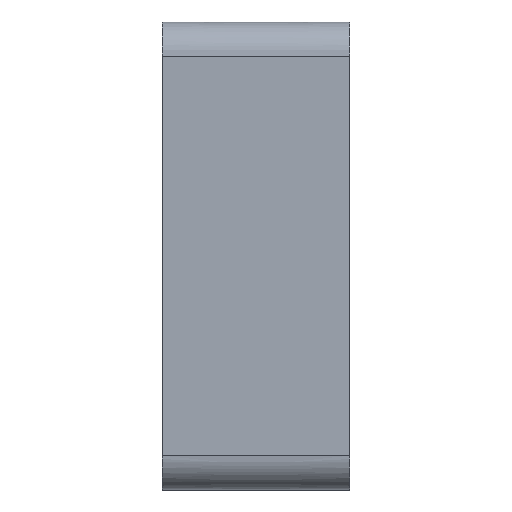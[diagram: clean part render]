
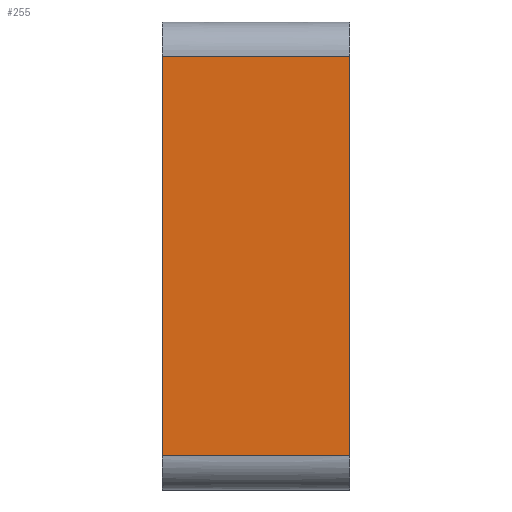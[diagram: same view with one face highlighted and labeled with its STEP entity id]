
A CAD part, left-side view. The second image highlights one B-rep face of the part: STEP entity #255.
In plain terms, the highlighted planar face has unit normal (-1, 0, 0).
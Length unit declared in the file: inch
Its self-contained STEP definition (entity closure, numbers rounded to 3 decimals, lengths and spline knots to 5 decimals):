
#255 = ADVANCED_FACE ( 'NONE', ( #1163 ), #1162, .T. ) ;
#256 = EDGE_LOOP ( 'NONE', ( #257, #391, #392, #310 ) ) ;
#257 = ORIENTED_EDGE ( 'NONE', *, *, #308, .F. ) ;
#272 = VERTEX_POINT ( 'NONE', #1201 ) ;
#274 = EDGE_CURVE ( 'NONE', #272, #275, #1287, .T. ) ;
#275 = VERTEX_POINT ( 'NONE', #1195 ) ;
#308 = EDGE_CURVE ( 'NONE', #434, #272, #1455, .T. ) ;
#310 = ORIENTED_EDGE ( 'NONE', *, *, #274, .F. ) ;
#391 = ORIENTED_EDGE ( 'NONE', *, *, #433, .T. ) ;
#392 = ORIENTED_EDGE ( 'NONE', *, *, #393, .T. ) ;
#393 = EDGE_CURVE ( 'NONE', #431, #275, #1917, .T. ) ;
#431 = VERTEX_POINT ( 'NONE', #2080 ) ;
#433 = EDGE_CURVE ( 'NONE', #434, #431, #2078, .T. ) ;
#434 = VERTEX_POINT ( 'NONE', #2074 ) ;
#1158 = DIRECTION ( 'NONE',  ( 0., 0., 1. ) ) ;
#1159 = DIRECTION ( 'NONE',  ( -1., 0., 0. ) ) ;
#1160 = CARTESIAN_POINT ( 'NONE',  ( -4.8649, -15.44537, -3.22015 ) ) ;
#1161 = AXIS2_PLACEMENT_3D ( 'NONE', #1160, #1159, #1158 ) ;
#1162 = PLANE ( 'NONE',  #1161 ) ;
#1163 = FACE_OUTER_BOUND ( 'NONE', #256, .T. ) ;
#1195 = CARTESIAN_POINT ( 'NONE',  ( -4.8649, 0., 3.22024 ) ) ;
#1201 = CARTESIAN_POINT ( 'NONE',  ( -4.8649, 0., -3.22015 ) ) ;
#1284 = DIRECTION ( 'NONE',  ( 0., 0., 1. ) ) ;
#1285 = VECTOR ( 'NONE', #1284, 39.37008 ) ;
#1286 = CARTESIAN_POINT ( 'NONE',  ( -4.8649, 0., -3.22015 ) ) ;
#1287 = LINE ( 'NONE', #1286, #1285 ) ;
#1448 = VECTOR ( 'NONE', #1451, 39.37008 ) ;
#1449 = CARTESIAN_POINT ( 'NONE',  ( -4.8649, -15.44537, -3.22015 ) ) ;
#1451 = DIRECTION ( 'NONE',  ( 0., 1., 0. ) ) ;
#1455 = LINE ( 'NONE', #1449, #1448 ) ;
#1914 = DIRECTION ( 'NONE',  ( 0., 1., 0. ) ) ;
#1915 = VECTOR ( 'NONE', #1914, 39.37008 ) ;
#1916 = CARTESIAN_POINT ( 'NONE',  ( -4.8649, -15.44537, 3.22024 ) ) ;
#1917 = LINE ( 'NONE', #1916, #1915 ) ;
#2074 = CARTESIAN_POINT ( 'NONE',  ( -4.8649, -3.03, -3.22015 ) ) ;
#2075 = DIRECTION ( 'NONE',  ( 0., 0., 1. ) ) ;
#2076 = VECTOR ( 'NONE', #2075, 39.37008 ) ;
#2077 = CARTESIAN_POINT ( 'NONE',  ( -4.8649, -3.03, -3.22015 ) ) ;
#2078 = LINE ( 'NONE', #2077, #2076 ) ;
#2080 = CARTESIAN_POINT ( 'NONE',  ( -4.8649, -3.03, 3.22024 ) ) ;
